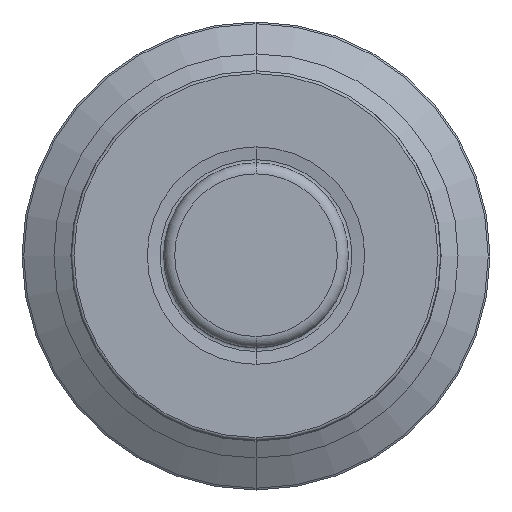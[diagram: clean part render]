
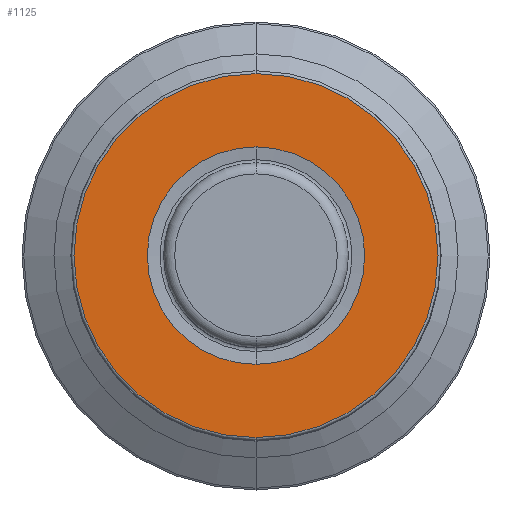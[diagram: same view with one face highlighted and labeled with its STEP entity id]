
A CAD part, top view. The second image highlights one B-rep face of the part: STEP entity #1125.
In plain terms, the highlighted face is planar.
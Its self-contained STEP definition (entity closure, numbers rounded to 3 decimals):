
#664=CARTESIAN_POINT('',(0.,0.,0.));
#665=DIRECTION('',(0.,0.,-1.));
#666=DIRECTION('',(0.,1.,0.));
#667=AXIS2_PLACEMENT_3D('',#664,#665,#666);
#672=CARTESIAN_POINT('',(0.,0.,0.));
#673=DIRECTION('',(0.,0.,1.));
#674=DIRECTION('',(0.,1.,0.));
#675=AXIS2_PLACEMENT_3D('',#672,#673,#674);
#696=CARTESIAN_POINT('',(0.,0.,0.));
#697=DIRECTION('',(0.,0.,1.));
#698=DIRECTION('',(0.,1.,0.));
#699=AXIS2_PLACEMENT_3D('',#696,#697,#698);
#704=CARTESIAN_POINT('',(0.,0.,0.));
#705=DIRECTION('',(0.,0.,-1.));
#706=DIRECTION('',(0.,1.,0.));
#707=AXIS2_PLACEMENT_3D('',#704,#705,#706);
#808=CARTESIAN_POINT('',(0.,11.765,0.));
#809=VERTEX_POINT('',#808);
#810=CARTESIAN_POINT('',(0.,19.7,0.));
#812=VERTEX_POINT('',#810);
#836=CARTESIAN_POINT('',(0.,-11.765,0.));
#837=VERTEX_POINT('',#836);
#838=CARTESIAN_POINT('',(0.,-19.7,0.));
#840=VERTEX_POINT('',#838);
#1110=CARTESIAN_POINT('',(0.,0.,0.));
#1111=DIRECTION('',(0.,0.,-1.));
#1112=DIRECTION('',(0.,-1.,0.));
#1113=AXIS2_PLACEMENT_3D('',#1110,#1111,#1112);
#1114=PLANE('',#1113);
#1116=ORIENTED_EDGE('',*,*,#1115,.T.);
#1118=ORIENTED_EDGE('',*,*,#1117,.F.);
#1119=EDGE_LOOP('',(#1116,#1118));
#1120=FACE_OUTER_BOUND('',#1119,.F.);
#1121=ORIENTED_EDGE('',*,*,#1105,.T.);
#1122=ORIENTED_EDGE('',*,*,#1089,.F.);
#1123=EDGE_LOOP('',(#1121,#1122));
#1124=FACE_BOUND('',#1123,.F.);
#1125=ADVANCED_FACE('',(#1120,#1124),#1114,.T.);
#668=CIRCLE('',#667,11.765);
#676=CIRCLE('',#675,11.765);
#700=CIRCLE('',#699,19.7);
#708=CIRCLE('',#707,19.7);
#1089=EDGE_CURVE('',#809,#837,#676,.T.);
#1105=EDGE_CURVE('',#809,#837,#668,.T.);
#1115=EDGE_CURVE('',#812,#840,#700,.T.);
#1117=EDGE_CURVE('',#812,#840,#708,.T.);
